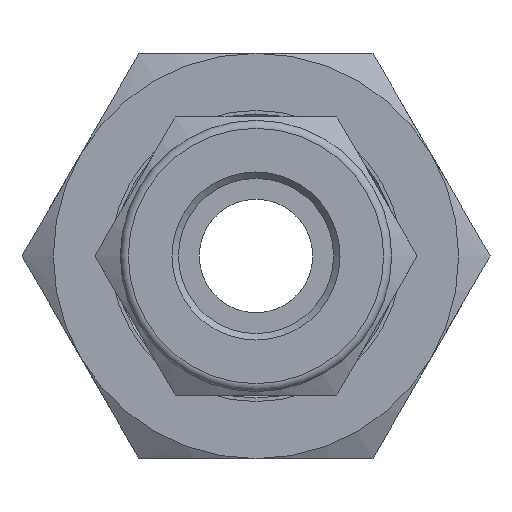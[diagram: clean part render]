
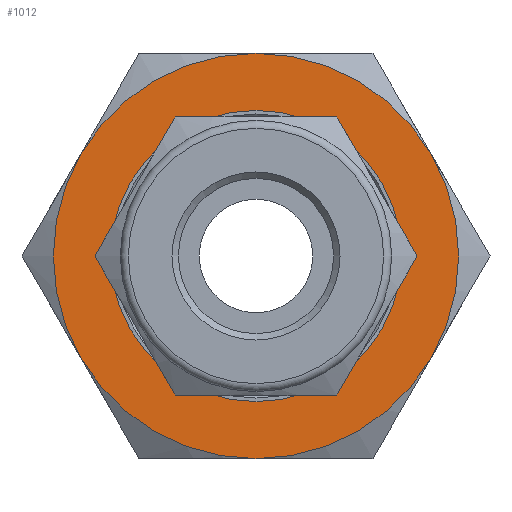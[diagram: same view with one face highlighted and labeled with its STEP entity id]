
A CAD part, left-side view. The second image highlights one B-rep face of the part: STEP entity #1012.
In plain terms, the highlighted planar face has unit normal (-1, 0, 0).
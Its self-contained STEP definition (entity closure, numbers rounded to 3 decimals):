
#68=FACE_BOUND('',#276,.T.);
#90=CIRCLE('',#1074,7.5);
#115=CIRCLE('',#1127,12.7);
#116=CIRCLE('',#1129,12.7);
#117=CIRCLE('',#1131,12.7);
#118=CIRCLE('',#1133,12.7);
#119=CIRCLE('',#1135,12.7);
#137=CIRCLE('',#1167,12.7);
#202=FACE_OUTER_BOUND('',#275,.T.);
#275=EDGE_LOOP('',(#918,#919,#920,#921,#922,#923));
#276=EDGE_LOOP('',(#924));
#432=VERTEX_POINT('',#1612);
#453=VERTEX_POINT('',#1687);
#457=VERTEX_POINT('',#1705);
#459=VERTEX_POINT('',#1715);
#464=VERTEX_POINT('',#1737);
#467=VERTEX_POINT('',#1751);
#472=VERTEX_POINT('',#1773);
#538=EDGE_CURVE('',#432,#432,#90,.T.);
#603=EDGE_CURVE('',#464,#472,#115,.T.);
#604=EDGE_CURVE('',#472,#467,#116,.T.);
#605=EDGE_CURVE('',#457,#464,#117,.T.);
#606=EDGE_CURVE('',#453,#457,#118,.T.);
#607=EDGE_CURVE('',#467,#459,#119,.T.);
#633=EDGE_CURVE('',#459,#453,#137,.T.);
#918=ORIENTED_EDGE('',*,*,#603,.F.);
#919=ORIENTED_EDGE('',*,*,#605,.F.);
#920=ORIENTED_EDGE('',*,*,#606,.F.);
#921=ORIENTED_EDGE('',*,*,#633,.F.);
#922=ORIENTED_EDGE('',*,*,#607,.F.);
#923=ORIENTED_EDGE('',*,*,#604,.F.);
#924=ORIENTED_EDGE('',*,*,#538,.T.);
#947=PLANE('',#1166);
#1012=ADVANCED_FACE('',(#202,#68),#947,.T.);
#1074=AXIS2_PLACEMENT_3D('',#1613,#1269,#1270);
#1127=AXIS2_PLACEMENT_3D('',#1794,#1391,#1392);
#1129=AXIS2_PLACEMENT_3D('',#1796,#1395,#1396);
#1131=AXIS2_PLACEMENT_3D('',#1798,#1399,#1400);
#1133=AXIS2_PLACEMENT_3D('',#1800,#1403,#1404);
#1135=AXIS2_PLACEMENT_3D('',#1802,#1407,#1408);
#1166=AXIS2_PLACEMENT_3D('',#1855,#1477,#1478);
#1167=AXIS2_PLACEMENT_3D('',#1856,#1479,#1480);
#1269=DIRECTION('center_axis',(1.,0.,0.));
#1270=DIRECTION('ref_axis',(0.,1.,0.));
#1391=DIRECTION('center_axis',(1.,0.,0.));
#1392=DIRECTION('ref_axis',(0.,0.,1.));
#1395=DIRECTION('center_axis',(1.,0.,0.));
#1396=DIRECTION('ref_axis',(0.,0.,1.));
#1399=DIRECTION('center_axis',(1.,0.,0.));
#1400=DIRECTION('ref_axis',(0.,0.,1.));
#1403=DIRECTION('center_axis',(1.,0.,0.));
#1404=DIRECTION('ref_axis',(0.,0.,1.));
#1407=DIRECTION('center_axis',(1.,0.,0.));
#1408=DIRECTION('ref_axis',(0.,0.,1.));
#1477=DIRECTION('center_axis',(-1.,0.,0.));
#1478=DIRECTION('ref_axis',(0.,0.,1.));
#1479=DIRECTION('center_axis',(1.,0.,0.));
#1480=DIRECTION('ref_axis',(0.,0.,1.));
#1612=CARTESIAN_POINT('',(19.415,-7.5,0.));
#1613=CARTESIAN_POINT('Origin',(19.415,0.,0.));
#1687=CARTESIAN_POINT('',(19.415,0.,12.7));
#1705=CARTESIAN_POINT('',(19.415,-10.999,6.35));
#1715=CARTESIAN_POINT('',(19.415,10.999,6.35));
#1737=CARTESIAN_POINT('',(19.415,-10.999,-6.35));
#1751=CARTESIAN_POINT('',(19.415,10.999,-6.35));
#1773=CARTESIAN_POINT('',(19.415,0.,-12.7));
#1794=CARTESIAN_POINT('Origin',(19.415,0.,0.));
#1796=CARTESIAN_POINT('Origin',(19.415,0.,0.));
#1798=CARTESIAN_POINT('Origin',(19.415,0.,0.));
#1800=CARTESIAN_POINT('Origin',(19.415,0.,0.));
#1802=CARTESIAN_POINT('Origin',(19.415,0.,0.));
#1855=CARTESIAN_POINT('Origin',(19.415,12.7,0.));
#1856=CARTESIAN_POINT('Origin',(19.415,0.,0.));
